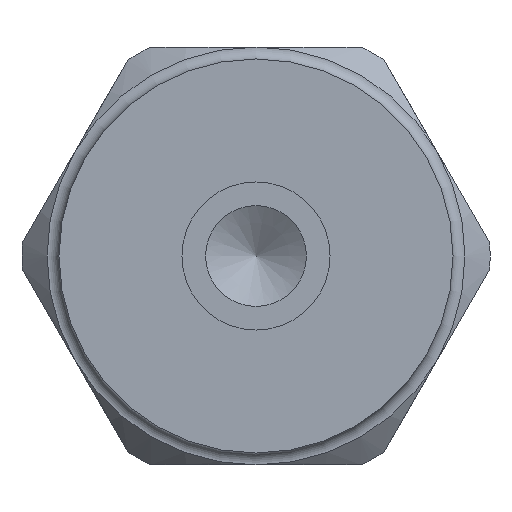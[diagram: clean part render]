
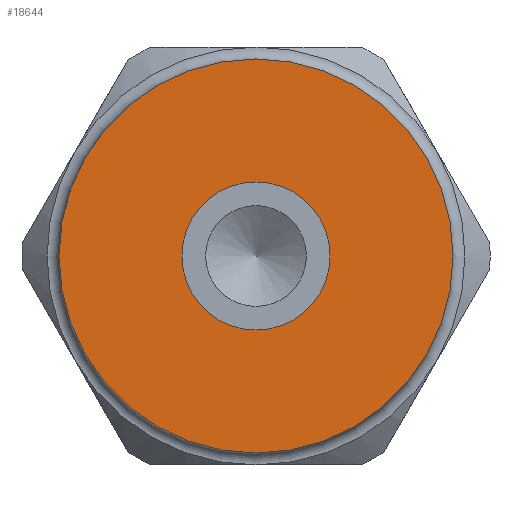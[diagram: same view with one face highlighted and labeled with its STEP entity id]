
A CAD part, front view. The second image highlights one B-rep face of the part: STEP entity #18644.
In plain terms, the highlighted planar face has unit normal (0, -1, 0).
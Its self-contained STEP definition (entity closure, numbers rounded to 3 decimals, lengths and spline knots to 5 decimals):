
#1970=FACE_BOUND('',#4261,.T.);
#2309=PLANE('',#20338);
#3222=FACE_OUTER_BOUND('',#4260,.T.);
#4260=EDGE_LOOP('',(#16496));
#4261=EDGE_LOOP('',(#16497));
#6104=CIRCLE('',#20262,0.155);
#6145=CIRCLE('',#20333,0.4125);
#7842=VERTEX_POINT('',#56624);
#7895=VERTEX_POINT('',#56830);
#10684=EDGE_CURVE('',#7842,#7842,#6104,.T.);
#10770=EDGE_CURVE('',#7895,#7895,#6145,.T.);
#16496=ORIENTED_EDGE('',*,*,#10770,.T.);
#16497=ORIENTED_EDGE('',*,*,#10684,.T.);
#18644=ADVANCED_FACE('',(#3222,#1970),#2309,.F.);
#20262=AXIS2_PLACEMENT_3D('',#56625,#23801,#23802);
#20333=AXIS2_PLACEMENT_3D('',#56832,#23969,#23970);
#20338=AXIS2_PLACEMENT_3D('',#56839,#23981,#23982);
#23801=DIRECTION('center_axis',(0.,1.,0.));
#23802=DIRECTION('ref_axis',(1.,0.,0.));
#23969=DIRECTION('center_axis',(0.,-1.,0.));
#23970=DIRECTION('ref_axis',(-1.,0.,0.));
#23981=DIRECTION('center_axis',(0.,1.,0.));
#23982=DIRECTION('ref_axis',(0.,0.,
1.));
#56624=CARTESIAN_POINT('',(-0.155,0.,0.));
#56625=CARTESIAN_POINT('Origin',(0.,0.,
0.));
#56830=CARTESIAN_POINT('',(0.4125,0.,0.));
#56832=CARTESIAN_POINT('Origin',(0.,0.,
0.));
#56839=CARTESIAN_POINT('Origin',(0.,0.,
0.));
